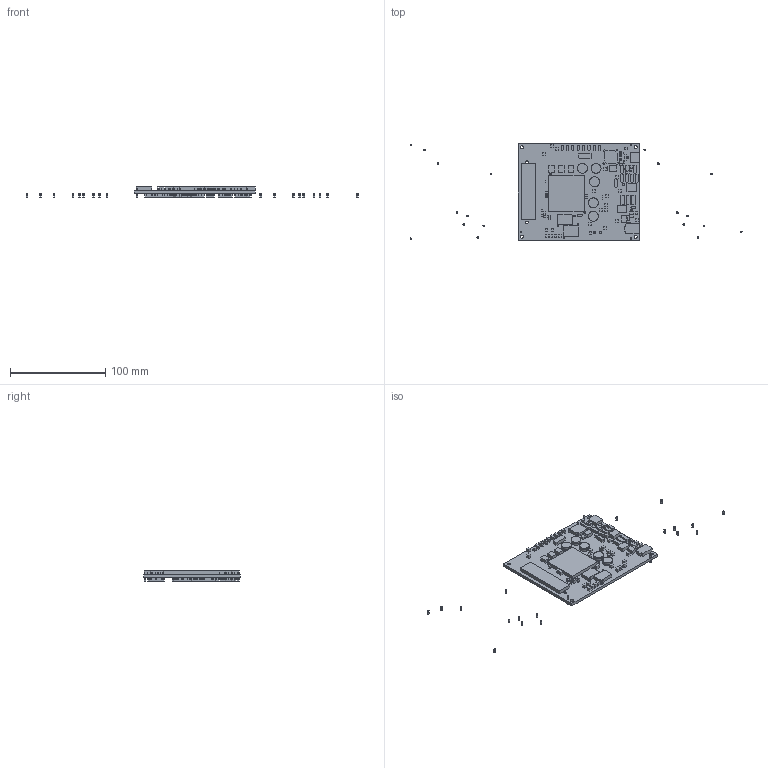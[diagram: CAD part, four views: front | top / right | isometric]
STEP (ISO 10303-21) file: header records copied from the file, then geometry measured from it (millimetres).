
FILE_DESCRIPTION(('Open CASCADE Model'),'2;1');
FILE_NAME('Open CASCADE Shape Model','2024-07-12T17:01:30',('Author'),( 'Open CASCADE'),'Open CASCADE STEP processor 7.5','Open CASCADE 7.5' ,'Unknown');
FILE_SCHEMA(('AUTOMOTIVE_DESIGN { 1 0 10303 214 1 1 1 1 }'));
Length unit declared in the file: millimetre
Products named in the file (613): PCB; Board; Open CASCADE STEP translator 7.5 1.1.1; C438; 7724170768; Extruded; C490; C432; C497; 7724170448; C220; 7725180528; C217; C226; 7725180368; C227; R130; R132; R135; R136; C213; C211; C212; C210; C203; C204; C205; C206; C207; C208; C209; C277; C284; C283; C278; C279; C280; C282; C223; C222 ...
Assembly tree (1222 placements, depth 4):
  PCB
    Board
      Open CASCADE STEP translator 7.5 1.1.1
    C438
      7724170768
        Extruded
    C490
      7724170768
        Extruded
    C432
      7724170768
        Extruded
    C497
      7724170448
        Extruded
    C220
      7725180528
        Extruded
    C217
      7725180528
        Extruded
    C226
      7725180368
        Extruded
    C227
      7725180528
        Extruded
    R130
      7725180368
        Extruded
    R132
      7725180368
        Extruded
    R135
      7725180368
        Extruded
    R136
      7725180368
        Extruded
    C213
      7725180368
        Extruded
    C211
      7725180368
        Extruded
    C212
      7725180368
        Extruded
    C210
      7725180368
        Extruded
    C203
      7725180368
        Extruded
    C204
      7725180368
        Extruded
    C205
      7725180368
        Extruded
Bounding box: 348.25 x 101.6 x 10.71 mm (x, y, z)
Volume: 63650.4 mm3; surface area: 61624.8 mm2
Topology: 672 solids, 672 shells, 8395 faces, 21153 edges, 14102 vertices
Faces by surface type: plane 8294, cylinder 101
Full cylindrical faces by diameter (mm): 0.889 x2, 0.965 x31, 1.27 x2, 1.397 x6, 1.575 x31, 1.702 x20, 2.692 x2, 3.048 x2, 3.175 x4, 3.556 x1
Entity records: 34162 total; most frequent: DIRECTION 5306, CARTESIAN_POINT 4239, ORIENTED_EDGE 2892, AXIS2_PLACEMENT_3D 2031, PRODUCT_DEFINITION_SHAPE 1835, EDGE_CURVE 1446, LINE 1244, VECTOR 1244
